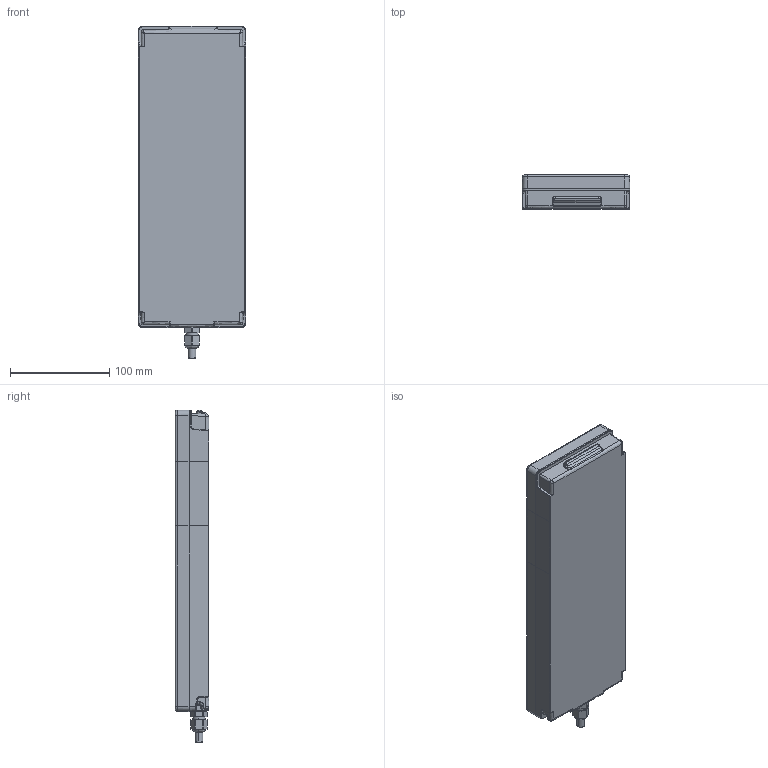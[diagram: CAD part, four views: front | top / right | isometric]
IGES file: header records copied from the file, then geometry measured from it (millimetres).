
Start section: SolidWorks IGES file using analytic representation for surfaces
Global section: file name: Accu AG 300.IGS; native system: SolidWorks 2016; preprocessor: SolidWorks 2016; author: ckuhn; date: 161011.132353; units: millimetre
Bounding box: 108.5 x 34 x 334.78 mm (x, y, z)
Surface area: 94121.4 mm2 (no closed solid volume)
Topology: 0 solids, 0 shells, 280 faces, 2067 edges, 2055 vertices
Faces by surface type: bspline 165, revolution 115
